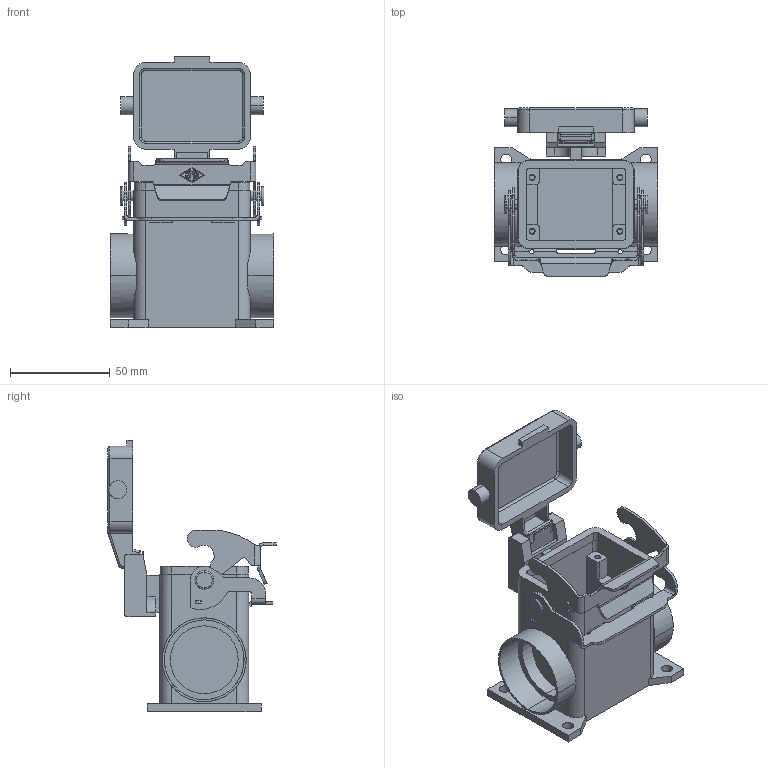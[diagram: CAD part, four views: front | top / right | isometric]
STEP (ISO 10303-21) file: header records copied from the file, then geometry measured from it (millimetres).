
FILE_DESCRIPTION(('Creo Elements/Direct Modeling STEP Export'),'2;1');
FILE_NAME('0ln7uvk4a582jnc4308','2017-04-10T16:10:29',(''),(''),'PTC Creo Elements/Direct Modeling STEP processor for AP214 (Solid Model)','PTC Creo Elements/Direct Modeling 19.0E 27-Jun-2016 (C) Parametric Technology GmbH','');
FILE_SCHEMA(('AUTOMOTIVE_DESIGN { 1 0 10303 214 1 1 1 1 }'));
Length unit declared in the file: millimetre
Products named in the file (1): M7AP_06_LS40
Bounding box: 82 x 84.23 x 136 mm (x, y, z)
Volume: 102812.1 mm3; surface area: 65260.3 mm2
Topology: 1 solids, 1 shells, 548 faces, 1490 edges, 970 vertices
Faces by surface type: plane 285, cylinder 223, torus 18, bspline 14, cone 6, sphere 2
Entity records: 24323 total; most frequent: CARTESIAN_POINT 6099, ORIENTED_EDGE 2968, DIRECTION 2823, EDGE_CURVE 1482, VERTEX_POINT 970, AXIS2_PLACEMENT_3D 948, VECTOR 927, LINE 927
